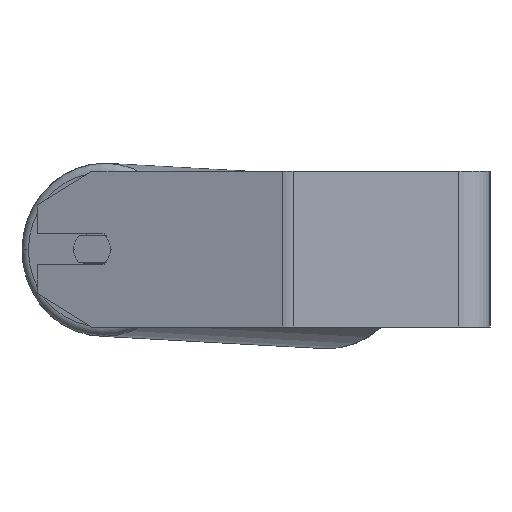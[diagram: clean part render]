
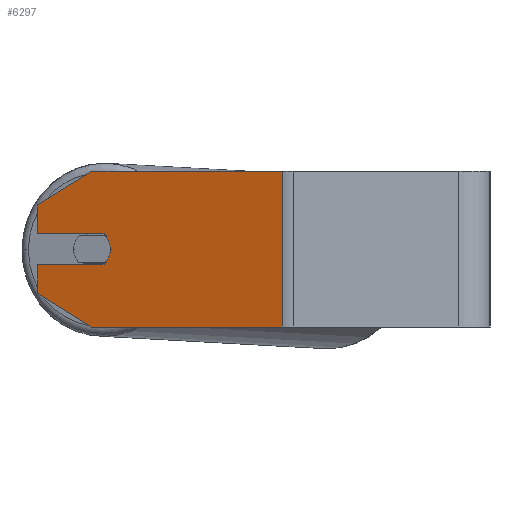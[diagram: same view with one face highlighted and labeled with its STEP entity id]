
A CAD part, left-side view. The second image highlights one B-rep face of the part: STEP entity #6297.
In plain terms, the highlighted planar face has unit normal (-0.94, 0.342, 0).
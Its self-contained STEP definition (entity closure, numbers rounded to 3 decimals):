
#53 = ORIENTED_EDGE ( 'NONE', *, *, #3685, .T. ) ;
#68 = DIRECTION ( 'NONE',  ( -0.342, -0.94, 0. ) ) ;
#83 = EDGE_CURVE ( 'NONE', #3454, #4009, #3309, .T. ) ;
#88 = CARTESIAN_POINT ( 'NONE',  ( -348.175, 232.651, 40. ) ) ;
#163 = DIRECTION ( 'NONE',  ( 0.342, 0.94, 0. ) ) ;
#166 = AXIS2_PLACEMENT_3D ( 'NONE', #3342, #5497, #632 ) ;
#174 = VECTOR ( 'NONE', #485, 1000. ) ;
#193 = VECTOR ( 'NONE', #2224, 1000. ) ;
#485 = DIRECTION ( 'NONE',  ( 0., 0., -1. ) ) ;
#602 = CARTESIAN_POINT ( 'NONE',  ( -361.856, 195.063, 0. ) ) ;
#632 = DIRECTION ( 'NONE',  ( -0.342, -0.94, 0. ) ) ;
#754 = CARTESIAN_POINT ( 'NONE',  ( -348.175, 232.651, 40. ) ) ;
#833 = CARTESIAN_POINT ( 'NONE',  ( -348.175, 232.651, 22.679 ) ) ;
#887 = EDGE_CURVE ( 'NONE', #6490, #4907, #1853, .T. ) ;
#892 = VERTEX_POINT ( 'NONE', #6057 ) ;
#1281 = ORIENTED_EDGE ( 'NONE', *, *, #6780, .F. ) ;
#1391 = EDGE_CURVE ( 'NONE', #2148, #2468, #6049, .T. ) ;
#1396 = CARTESIAN_POINT ( 'NONE',  ( -348.175, 232.651, 22.679 ) ) ;
#1434 = CARTESIAN_POINT ( 'NONE',  ( -348.175, 232.651, 8. ) ) ;
#1508 = AXIS2_PLACEMENT_3D ( 'NONE', #3754, #4401, #68 ) ;
#1619 = LINE ( 'NONE', #5303, #2008 ) ;
#1853 = CIRCLE ( 'NONE', #1508, 10. ) ;
#1991 = ORIENTED_EDGE ( 'NONE', *, *, #887, .F. ) ;
#2008 = VECTOR ( 'NONE', #3135, 1000. ) ;
#2015 = CARTESIAN_POINT ( 'NONE',  ( -358.436, 204.46, -40. ) ) ;
#2128 = EDGE_CURVE ( 'NONE', #4907, #892, #6721, .T. ) ;
#2148 = VERTEX_POINT ( 'NONE', #4540 ) ;
#2224 = DIRECTION ( 'NONE',  ( 0., 0., -1. ) ) ;
#2290 = ORIENTED_EDGE ( 'NONE', *, *, #83, .T. ) ;
#2468 = VERTEX_POINT ( 'NONE', #2735 ) ;
#2609 = ORIENTED_EDGE ( 'NONE', *, *, #4042, .T. ) ;
#2702 = CARTESIAN_POINT ( 'NONE',  ( -348.175, 232.651, 40. ) ) ;
#2721 = DIRECTION ( 'NONE',  ( 0., 0., -1. ) ) ;
#2735 = CARTESIAN_POINT ( 'NONE',  ( -394.035, 106.652, 40. ) ) ;
#2746 = CARTESIAN_POINT ( 'NONE',  ( -394.035, 106.652, 40. ) ) ;
#2756 = EDGE_CURVE ( 'NONE', #2148, #5724, #5771, .T. ) ;
#2820 = EDGE_CURVE ( 'NONE', #5724, #5660, #6023, .T. ) ;
#2968 = LINE ( 'NONE', #6655, #3697 ) ;
#3135 = DIRECTION ( 'NONE',  ( -0.342, -0.94, 0. ) ) ;
#3279 = EDGE_LOOP ( 'NONE', ( #1991, #4557, #2290, #53, #2609, #3515, #5510, #4728, #5171, #1281, #3705 ) ) ;
#3309 = LINE ( 'NONE', #88, #4332 ) ;
#3342 = CARTESIAN_POINT ( 'NONE',  ( -358.436, 204.46, 0. ) ) ;
#3355 = LINE ( 'NONE', #4521, #3591 ) ;
#3359 = VECTOR ( 'NONE', #4893, 1000. ) ;
#3398 = CARTESIAN_POINT ( 'NONE',  ( -348.175, 232.651, -22.679 ) ) ;
#3454 = VERTEX_POINT ( 'NONE', #4189 ) ;
#3515 = ORIENTED_EDGE ( 'NONE', *, *, #5947, .F. ) ;
#3591 = VECTOR ( 'NONE', #163, 1000. ) ;
#3685 = EDGE_CURVE ( 'NONE', #4009, #4571, #5395, .T. ) ;
#3697 = VECTOR ( 'NONE', #4595, 1000. ) ;
#3705 = ORIENTED_EDGE ( 'NONE', *, *, #2128, .F. ) ;
#3754 = CARTESIAN_POINT ( 'NONE',  ( -358.436, 204.46, 0. ) ) ;
#4009 = VERTEX_POINT ( 'NONE', #3398 ) ;
#4042 = EDGE_CURVE ( 'NONE', #4571, #4830, #2968, .T. ) ;
#4189 = CARTESIAN_POINT ( 'NONE',  ( -348.175, 232.651, -8. ) ) ;
#4329 = CARTESIAN_POINT ( 'NONE',  ( -348.175, 232.651, 40. ) ) ;
#4332 = VECTOR ( 'NONE', #2721, 1000. ) ;
#4401 = DIRECTION ( 'NONE',  ( -0.94, 0.342, 0. ) ) ;
#4521 = CARTESIAN_POINT ( 'NONE',  ( -348.175, 232.651, 8. ) ) ;
#4540 = CARTESIAN_POINT ( 'NONE',  ( -358.436, 204.46, 40. ) ) ;
#4557 = ORIENTED_EDGE ( 'NONE', *, *, #5810, .F. ) ;
#4571 = VERTEX_POINT ( 'NONE', #2015 ) ;
#4595 = DIRECTION ( 'NONE',  ( -0.342, -0.94, 0. ) ) ;
#4671 = VECTOR ( 'NONE', #6708, 1000. ) ;
#4698 = CARTESIAN_POINT ( 'NONE',  ( -360.488, 198.822, -8. ) ) ;
#4728 = ORIENTED_EDGE ( 'NONE', *, *, #2756, .T. ) ;
#4815 = VECTOR ( 'NONE', #5234, 1000. ) ;
#4830 = VERTEX_POINT ( 'NONE', #5941 ) ;
#4893 = DIRECTION ( 'NONE',  ( -0.296, -0.814, -0.5 ) ) ;
#4907 = VERTEX_POINT ( 'NONE', #602 ) ;
#5065 = DIRECTION ( 'NONE',  ( 0.342, 0.94, 0. ) ) ;
#5097 = PLANE ( 'NONE',  #6749 ) ;
#5171 = ORIENTED_EDGE ( 'NONE', *, *, #2820, .T. ) ;
#5234 = DIRECTION ( 'NONE',  ( 0.296, 0.814, -0.5 ) ) ;
#5303 = CARTESIAN_POINT ( 'NONE',  ( -348.175, 232.651, -8. ) ) ;
#5395 = LINE ( 'NONE', #5963, #3359 ) ;
#5438 = LINE ( 'NONE', #2746, #193 ) ;
#5497 = DIRECTION ( 'NONE',  ( -0.94, 0.342, 0. ) ) ;
#5510 = ORIENTED_EDGE ( 'NONE', *, *, #1391, .F. ) ;
#5660 = VERTEX_POINT ( 'NONE', #1434 ) ;
#5724 = VERTEX_POINT ( 'NONE', #1396 ) ;
#5771 = LINE ( 'NONE', #833, #4815 ) ;
#5810 = EDGE_CURVE ( 'NONE', #3454, #6490, #1619, .T. ) ;
#5941 = CARTESIAN_POINT ( 'NONE',  ( -394.035, 106.652, -40. ) ) ;
#5947 = EDGE_CURVE ( 'NONE', #2468, #4830, #5438, .T. ) ;
#5963 = CARTESIAN_POINT ( 'NONE',  ( -358.436, 204.46, -40. ) ) ;
#6023 = LINE ( 'NONE', #2702, #174 ) ;
#6049 = LINE ( 'NONE', #754, #4671 ) ;
#6057 = CARTESIAN_POINT ( 'NONE',  ( -360.488, 198.822, 8. ) ) ;
#6297 = ADVANCED_FACE ( 'NONE', ( #6529 ), #5097, .F. ) ;
#6490 = VERTEX_POINT ( 'NONE', #4698 ) ;
#6492 = DIRECTION ( 'NONE',  ( 0.94, -0.342, 0. ) ) ;
#6529 = FACE_OUTER_BOUND ( 'NONE', #3279, .T. ) ;
#6655 = CARTESIAN_POINT ( 'NONE',  ( -348.175, 232.651, -40. ) ) ;
#6708 = DIRECTION ( 'NONE',  ( -0.342, -0.94, 0. ) ) ;
#6721 = CIRCLE ( 'NONE', #166, 10. ) ;
#6749 = AXIS2_PLACEMENT_3D ( 'NONE', #4329, #6492, #5065 ) ;
#6780 = EDGE_CURVE ( 'NONE', #892, #5660, #3355, .T. ) ;
